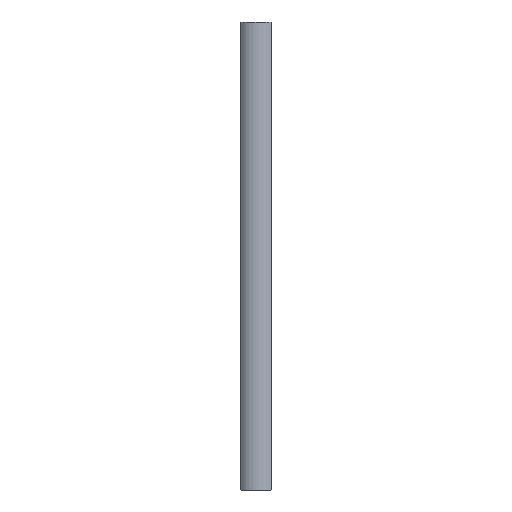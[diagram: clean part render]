
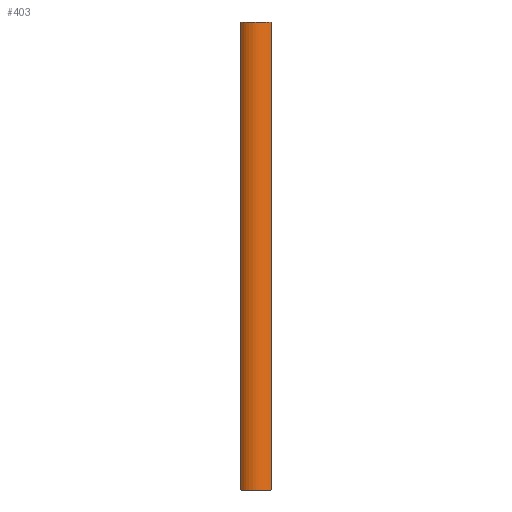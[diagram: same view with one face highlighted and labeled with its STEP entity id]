
A CAD part, front view. The second image highlights one B-rep face of the part: STEP entity #403.
In plain terms, the highlighted cylindrical face has radius 45 mm (diameter 90 mm), a partial arc.
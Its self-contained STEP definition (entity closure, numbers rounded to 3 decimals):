
#39 = CARTESIAN_POINT ( 'NONE',  ( -32.069, -31.569, -999.931 ) ) ;
#140 = DIRECTION ( 'NONE',  ( 0., 0., 1. ) ) ;
#210 = LINE ( 'NONE', #3307, #2169 ) ;
#215 = DIRECTION ( 'NONE',  ( 1., 0., 0. ) ) ;
#263 = CYLINDRICAL_SURFACE ( 'NONE', #2933, 45. ) ;
#280 = CARTESIAN_POINT ( 'NONE',  ( 32.069, -31.569, -0.069 ) ) ;
#339 = ORIENTED_EDGE ( 'NONE', *, *, #848, .F. ) ;
#378 = VERTEX_POINT ( 'NONE', #3264 ) ;
#403 = ADVANCED_FACE ( 'NONE', ( #1306 ), #263, .T. ) ;
#414 = CARTESIAN_POINT ( 'NONE',  ( -32.046, -31.592, -0.046 ) ) ;
#553 = VERTEX_POINT ( 'NONE', #280 ) ;
#557 = CARTESIAN_POINT ( 'NONE',  ( 32., -31.639, -1000. ) ) ;
#608 = LINE ( 'NONE', #2477, #3293 ) ;
#617 = CARTESIAN_POINT ( 'NONE',  ( -32.023, -31.615, -999.977 ) ) ;
#669 = CARTESIAN_POINT ( 'NONE',  ( -32.046, -31.592, -999.954 ) ) ;
#673 = CARTESIAN_POINT ( 'NONE',  ( -32., -31.639, 0. ) ) ;
#759 = EDGE_CURVE ( 'NONE', #1117, #378, #3352, .T. ) ;
#848 = EDGE_CURVE ( 'NONE', #3347, #1176, #3262, .T. ) ;
#867 =( BOUNDED_CURVE ( )  B_SPLINE_CURVE ( 3, ( #1195, #1210, #2002, #2442 ),
 .UNSPECIFIED., .F., .F. ) 
 B_SPLINE_CURVE_WITH_KNOTS ( ( 4, 4 ),
 ( 2.362, 2.364 ),
 .UNSPECIFIED. ) 
 CURVE ( )  GEOMETRIC_REPRESENTATION_ITEM ( )  RATIONAL_B_SPLINE_CURVE ( ( 1., 1., 1., 1. ) ) 
 REPRESENTATION_ITEM ( '' )  );
#978 =( BOUNDED_CURVE ( )  B_SPLINE_CURVE ( 3, ( #2634, #2413, #1118, #2936 ),
 .UNSPECIFIED., .F., .F. ) 
 B_SPLINE_CURVE_WITH_KNOTS ( ( 4, 4 ),
 ( 5.503, 5.506 ),
 .UNSPECIFIED. ) 
 CURVE ( )  GEOMETRIC_REPRESENTATION_ITEM ( )  RATIONAL_B_SPLINE_CURVE ( ( 1., 1., 1., 1. ) ) 
 REPRESENTATION_ITEM ( '' )  );
#997 = CARTESIAN_POINT ( 'NONE',  ( 0., 0., -1000. ) ) ;
#1117 = VERTEX_POINT ( 'NONE', #1616 ) ;
#1118 = CARTESIAN_POINT ( 'NONE',  ( 32.046, -31.592, -999.954 ) ) ;
#1176 = VERTEX_POINT ( 'NONE', #39 ) ;
#1195 = CARTESIAN_POINT ( 'NONE',  ( 32., -31.639, 0. ) ) ;
#1201 = CARTESIAN_POINT ( 'NONE',  ( -32.069, -31.569, -999.931 ) ) ;
#1210 = CARTESIAN_POINT ( 'NONE',  ( 32.023, -31.615, -0.023 ) ) ;
#1226 = CARTESIAN_POINT ( 'NONE',  ( -32.069, -31.569, -0.069 ) ) ;
#1272 = CARTESIAN_POINT ( 'NONE',  ( -32.069, -31.569, -0.069 ) ) ;
#1303 = CIRCLE ( 'NONE', #3203, 45. ) ;
#1306 = FACE_OUTER_BOUND ( 'NONE', #3019, .T. ) ;
#1477 = DIRECTION ( 'NONE',  ( 1., 0., 0. ) ) ;
#1478 = ORIENTED_EDGE ( 'NONE', *, *, #1527, .T. ) ;
#1527 = EDGE_CURVE ( 'NONE', #1986, #1535, #978, .T. ) ;
#1535 = VERTEX_POINT ( 'NONE', #1576 ) ;
#1571 =( BOUNDED_CURVE ( )  B_SPLINE_CURVE ( 3, ( #673, #2554, #414, #1272 ),
 .UNSPECIFIED., .F., .F. ) 
 B_SPLINE_CURVE_WITH_KNOTS ( ( 4, 4 ),
 ( 2.362, 2.364 ),
 .UNSPECIFIED. ) 
 CURVE ( )  GEOMETRIC_REPRESENTATION_ITEM ( )  RATIONAL_B_SPLINE_CURVE ( ( 1., 1., 1., 1. ) ) 
 REPRESENTATION_ITEM ( '' )  );
#1576 = CARTESIAN_POINT ( 'NONE',  ( 32.069, -31.569, -999.931 ) ) ;
#1616 = CARTESIAN_POINT ( 'NONE',  ( -32., -31.639, 0. ) ) ;
#1663 = DIRECTION ( 'NONE',  ( 0., 0., -1. ) ) ;
#1720 = EDGE_CURVE ( 'NONE', #1535, #553, #608, .T. ) ;
#1783 = EDGE_CURVE ( 'NONE', #1117, #2240, #1571, .T. ) ;
#1865 = CARTESIAN_POINT ( 'NONE',  ( 0., 0., -1000. ) ) ;
#1963 = DIRECTION ( 'NONE',  ( 1., 0., 0. ) ) ;
#1979 = ORIENTED_EDGE ( 'NONE', *, *, #1783, .T. ) ;
#1986 = VERTEX_POINT ( 'NONE', #557 ) ;
#2002 = CARTESIAN_POINT ( 'NONE',  ( 32.046, -31.592, -0.046 ) ) ;
#2007 = DIRECTION ( 'NONE',  ( 0., 0., 1. ) ) ;
#2143 = EDGE_CURVE ( 'NONE', #378, #553, #867, .T. ) ;
#2158 = AXIS2_PLACEMENT_3D ( 'NONE', #2707, #2453, #1477 ) ;
#2169 = VECTOR ( 'NONE', #3074, 1000. ) ;
#2240 = VERTEX_POINT ( 'NONE', #1226 ) ;
#2271 = EDGE_CURVE ( 'NONE', #2240, #1176, #210, .T. ) ;
#2408 = ORIENTED_EDGE ( 'NONE', *, *, #759, .F. ) ;
#2413 = CARTESIAN_POINT ( 'NONE',  ( 32.023, -31.615, -999.977 ) ) ;
#2442 = CARTESIAN_POINT ( 'NONE',  ( 32.069, -31.569, -0.069 ) ) ;
#2453 = DIRECTION ( 'NONE',  ( 0., 0., 1. ) ) ;
#2477 = CARTESIAN_POINT ( 'NONE',  ( 32.069, -31.569, -1000. ) ) ;
#2554 = CARTESIAN_POINT ( 'NONE',  ( -32.023, -31.615, -0.023 ) ) ;
#2634 = CARTESIAN_POINT ( 'NONE',  ( 32., -31.639, -1000. ) ) ;
#2702 = ORIENTED_EDGE ( 'NONE', *, *, #2143, .F. ) ;
#2707 = CARTESIAN_POINT ( 'NONE',  ( 0., 0., 0. ) ) ;
#2823 = ORIENTED_EDGE ( 'NONE', *, *, #2271, .T. ) ;
#2911 = CARTESIAN_POINT ( 'NONE',  ( -32., -31.639, -1000. ) ) ;
#2933 = AXIS2_PLACEMENT_3D ( 'NONE', #997, #2007, #215 ) ;
#2936 = CARTESIAN_POINT ( 'NONE',  ( 32.069, -31.569, -999.931 ) ) ;
#3006 = EDGE_CURVE ( 'NONE', #1986, #3347, #1303, .T. ) ;
#3013 = CARTESIAN_POINT ( 'NONE',  ( -32., -31.639, -1000. ) ) ;
#3019 = EDGE_LOOP ( 'NONE', ( #339, #3081, #1478, #3302, #2702, #2408, #1979, #2823 ) ) ;
#3074 = DIRECTION ( 'NONE',  ( 0., 0., -1. ) ) ;
#3081 = ORIENTED_EDGE ( 'NONE', *, *, #3006, .F. ) ;
#3203 = AXIS2_PLACEMENT_3D ( 'NONE', #1865, #1663, #1963 ) ;
#3262 =( BOUNDED_CURVE ( )  B_SPLINE_CURVE ( 3, ( #3013, #617, #669, #1201 ),
 .UNSPECIFIED., .F., .F. ) 
 B_SPLINE_CURVE_WITH_KNOTS ( ( 4, 4 ),
 ( 5.503, 5.506 ),
 .UNSPECIFIED. ) 
 CURVE ( )  GEOMETRIC_REPRESENTATION_ITEM ( )  RATIONAL_B_SPLINE_CURVE ( ( 1., 1., 1., 1. ) ) 
 REPRESENTATION_ITEM ( '' )  );
#3264 = CARTESIAN_POINT ( 'NONE',  ( 32., -31.639, 0. ) ) ;
#3293 = VECTOR ( 'NONE', #140, 1000. ) ;
#3302 = ORIENTED_EDGE ( 'NONE', *, *, #1720, .T. ) ;
#3307 = CARTESIAN_POINT ( 'NONE',  ( -32.069, -31.569, -1000. ) ) ;
#3347 = VERTEX_POINT ( 'NONE', #2911 ) ;
#3352 = CIRCLE ( 'NONE', #2158, 45. ) ;
